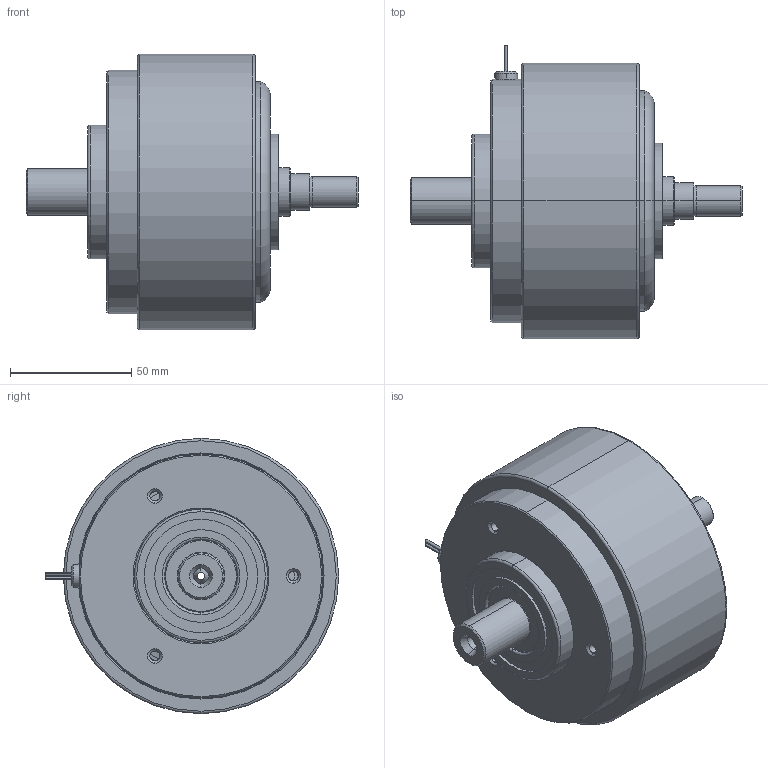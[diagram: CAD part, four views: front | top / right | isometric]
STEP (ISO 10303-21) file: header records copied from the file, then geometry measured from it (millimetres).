
FILE_DESCRIPTION (( 'STEP AP214' ), '1' );
FILE_NAME ('HCS-210_EF.STEP', '2013-06-17T16:26:12', ( 'Jeff' ), ( '' ), 'SwSTEP 2.0', 'SolidWorks 2013', '' );
FILE_SCHEMA (( 'AUTOMOTIVE_DESIGN' ));
Length unit declared in the file: inch
Products named in the file (1): HCS-210_EF
Bounding box: 136.84 x 120.9 x 113.49 mm (x, y, z)
Surface area: 72569 mm2 (no closed solid volume)
Topology: 0 solids, 11 shells, 216 faces, 1176 edges, 972 vertices
Faces by surface type: cylinder 101, cone 62, plane 37, torus 16
Entity records: 15201 total; most frequent: CARTESIAN_POINT 3043, DIRECTION 2033, ORIENTED_EDGE 1571, EDGE_CURVE 1176, VERTEX_POINT 972, AXIS2_PLACEMENT_3D 796, CIRCLE 579, VECTOR 441
